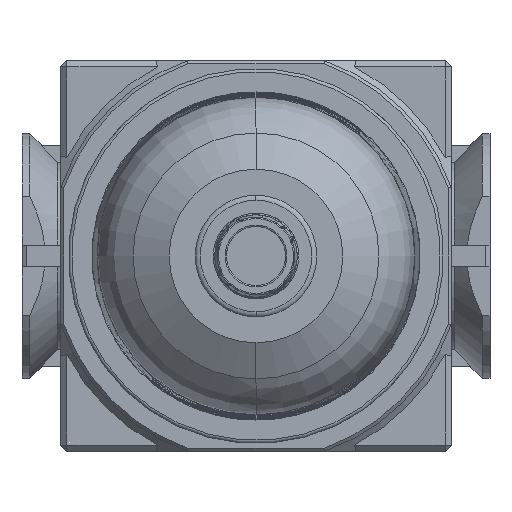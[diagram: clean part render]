
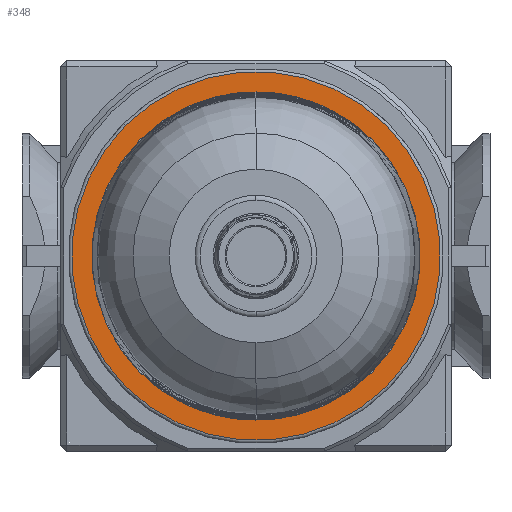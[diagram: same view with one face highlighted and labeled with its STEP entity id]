
A CAD part, front view. The second image highlights one B-rep face of the part: STEP entity #348.
In plain terms, the highlighted planar face has unit normal (0, -1, 0).
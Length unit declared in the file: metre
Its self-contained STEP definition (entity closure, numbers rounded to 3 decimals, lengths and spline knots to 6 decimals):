
#348=ADVANCED_FACE('41:592',(#1305,#1306),#1307,.T.);
#1305=FACE_OUTER_BOUND('',#3797,.T.);
#1306=FACE_BOUND('',#3798,.T.);
#1307=PLANE('',#3799);
#3797=EDGE_LOOP('',(#6853,#6854));
#3798=EDGE_LOOP('',(#6855,#6856));
#3799=AXIS2_PLACEMENT_3D('',#6857,#6858,#6859);
#6853=ORIENTED_EDGE('',*,*,#10861,.T.);
#6854=ORIENTED_EDGE('',*,*,#11486,.T.);
#6855=ORIENTED_EDGE('',*,*,#11484,.F.);
#6856=ORIENTED_EDGE('',*,*,#10881,.F.);
#6857=CARTESIAN_POINT('',(0.019021,-0.0513,0.019021));
#6858=DIRECTION('',(0.0,-1.0,0.0));
#6859=DIRECTION('',(0.707,0.0,-0.707));
#10861=EDGE_CURVE('41:3004',#12866,#12870,#12872,.T.);
#10881=EDGE_CURVE('41:3001',#12906,#12902,#12908,.T.);
#11484=EDGE_CURVE('41:3001',#12902,#12906,#13872,.T.);
#11486=EDGE_CURVE('41:3004',#12870,#12866,#13874,.T.);
#12866=VERTEX_POINT('',#16609);
#12870=VERTEX_POINT('',#16613);
#12872=CIRCLE('',#16615,0.02975);
#12902=VERTEX_POINT('',#16649);
#12906=VERTEX_POINT('',#16653);
#12908=CIRCLE('',#16655,0.0265);
#13872=CIRCLE('',#18372,0.0265);
#13874=CIRCLE('',#18374,0.02975);
#16609=CARTESIAN_POINT('',(0.021036,-0.0513,-0.021036));
#16613=CARTESIAN_POINT('',(-0.021036,-0.0513,0.021036));
#16615=AXIS2_PLACEMENT_3D('',#21428,#21429,#21430);
#16649=CARTESIAN_POINT('',(-0.018738,-0.0513,0.018738));
#16653=CARTESIAN_POINT('',(0.018738,-0.0513,-0.018738));
#16655=AXIS2_PLACEMENT_3D('',#21480,#21481,#21482);
#18372=AXIS2_PLACEMENT_3D('',#22717,#22718,#22719);
#18374=AXIS2_PLACEMENT_3D('',#22723,#22724,#22725);
#21428=CARTESIAN_POINT('',(0.,-0.0513,0.));
#21429=DIRECTION('',(0.0,-1.0,0.0));
#21430=DIRECTION('',(0.707,0.0,-0.707));
#21480=CARTESIAN_POINT('',(0.,-0.0513,0.));
#21481=DIRECTION('',(0.0,-1.0,0.0));
#21482=DIRECTION('',(0.707,0.0,-0.707));
#22717=CARTESIAN_POINT('',(0.,-0.0513,0.));
#22718=DIRECTION('',(0.0,-1.0,0.0));
#22719=DIRECTION('',(0.707,0.0,-0.707));
#22723=CARTESIAN_POINT('',(0.,-0.0513,0.));
#22724=DIRECTION('',(0.0,-1.0,0.0));
#22725=DIRECTION('',(0.707,0.0,-0.707));
